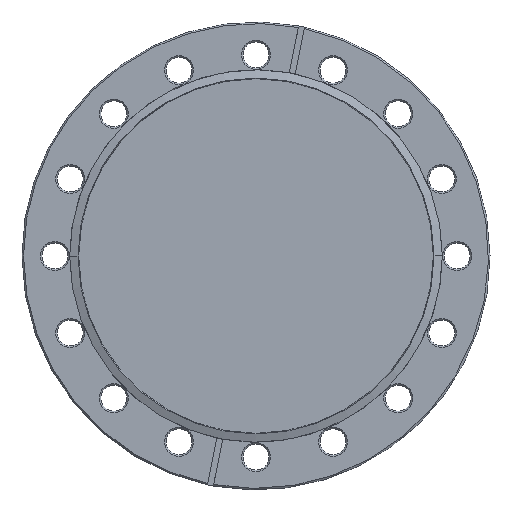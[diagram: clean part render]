
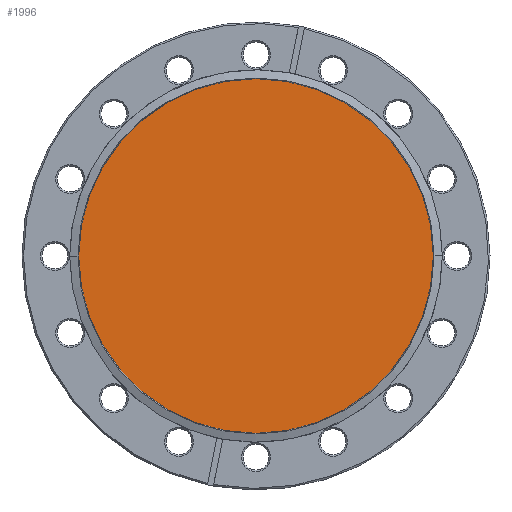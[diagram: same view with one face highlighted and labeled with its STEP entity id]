
A CAD part, front view. The second image highlights one B-rep face of the part: STEP entity #1996.
In plain terms, the highlighted planar face has unit normal (0, -1, 0).
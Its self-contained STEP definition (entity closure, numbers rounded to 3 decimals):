
#74 = CARTESIAN_POINT ( 'NONE',  ( -57.432, -8.75, 0. ) ) ;
#87 = DIRECTION ( 'NONE',  ( -1., 0., 0. ) ) ;
#136 = CARTESIAN_POINT ( 'NONE',  ( 0., -8.75, 0. ) ) ;
#282 = VERTEX_POINT ( 'NONE', #74 ) ;
#290 = DIRECTION ( 'NONE',  ( -1., 0., 0. ) ) ;
#889 = DIRECTION ( 'NONE',  ( 1., 0., 0. ) ) ;
#910 = EDGE_CURVE ( 'NONE', #1820, #282, #2502, .T. ) ;
#1150 = DIRECTION ( 'NONE',  ( 0., 1., 0. ) ) ;
#1517 = CARTESIAN_POINT ( 'NONE',  ( 0., -8.75, 0. ) ) ;
#1578 = AXIS2_PLACEMENT_3D ( 'NONE', #4435, #2390, #290 ) ;
#1820 = VERTEX_POINT ( 'NONE', #1932 ) ;
#1932 = CARTESIAN_POINT ( 'NONE',  ( 57.432, -8.75, 0. ) ) ;
#1996 = ADVANCED_FACE ( 'NONE', ( #2297 ), #2932, .T. ) ;
#2001 = AXIS2_PLACEMENT_3D ( 'NONE', #136, #2581, #889 ) ;
#2148 = EDGE_CURVE ( 'NONE', #282, #1820, #3722, .T. ) ;
#2297 = FACE_OUTER_BOUND ( 'NONE', #2470, .T. ) ;
#2390 = DIRECTION ( 'NONE',  ( 0., 1., 0. ) ) ;
#2470 = EDGE_LOOP ( 'NONE', ( #3827, #3718 ) ) ;
#2502 = CIRCLE ( 'NONE', #3930, 57.432 ) ;
#2581 = DIRECTION ( 'NONE',  ( 0., -1., 0. ) ) ;
#2932 = PLANE ( 'NONE',  #2001 ) ;
#3718 = ORIENTED_EDGE ( 'NONE', *, *, #2148, .F. ) ;
#3722 = CIRCLE ( 'NONE', #1578, 57.432 ) ;
#3827 = ORIENTED_EDGE ( 'NONE', *, *, #910, .F. ) ;
#3930 = AXIS2_PLACEMENT_3D ( 'NONE', #1517, #1150, #87 ) ;
#4435 = CARTESIAN_POINT ( 'NONE',  ( 0., -8.75, 0. ) ) ;
